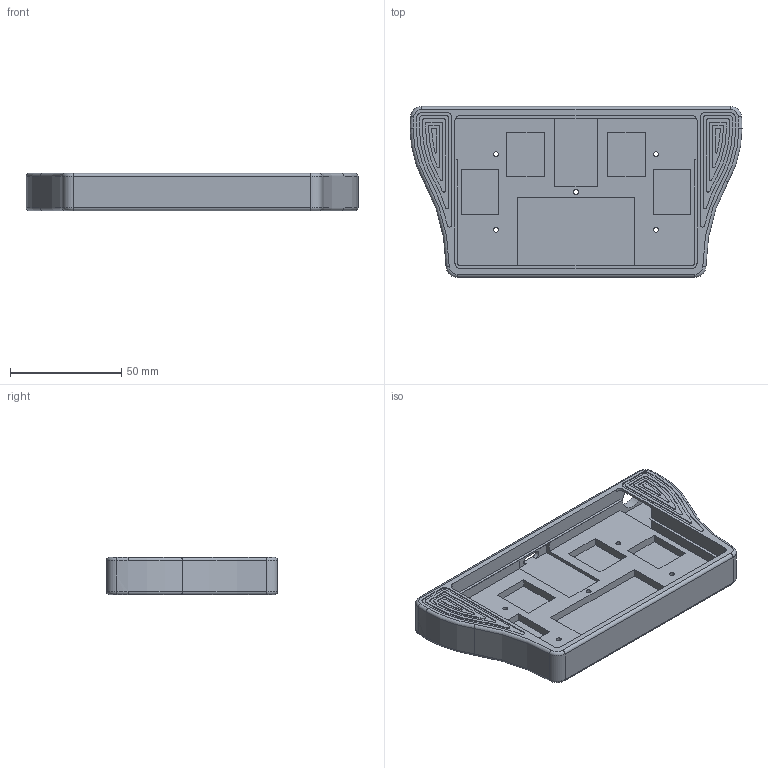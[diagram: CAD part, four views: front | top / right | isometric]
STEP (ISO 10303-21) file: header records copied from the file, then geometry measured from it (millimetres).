
FILE_DESCRIPTION(('HOOPS Exchange Step'),'2;1');
FILE_NAME('temp_export','2024-10-26T12:09:54-04:00',('jscotto'),('Shapr3D Limited'),'HOOPS Exchange 2024.2','Shapr3D','Authorized');
FILE_SCHEMA( ('AP242_MANAGED_MODEL_BASED_3D_ENGINEERING_MIM_LF {1 0 10303 442 1 1 4 }') );
Length unit declared in the file: millimetre
Products named in the file (1): Case
Bounding box: 149.5 x 77 x 16.8 mm (x, y, z)
Volume: 51787.8 mm3; surface area: 36872 mm2
Topology: 1 solids, 1 shells, 222 faces, 601 edges, 397 vertices
Faces by surface type: plane 98, cylinder 97, torus 20, cone 7
Full cylindrical faces by diameter (mm): 2.2 x5, 12.5 x2
Entity records: 7168 total; most frequent: DIRECTION 1304, CARTESIAN_POINT 1252, ORIENTED_EDGE 1202, EDGE_CURVE 601, AXIS2_PLACEMENT_3D 481, VERTEX_POINT 397, VECTOR 342, LINE 342
